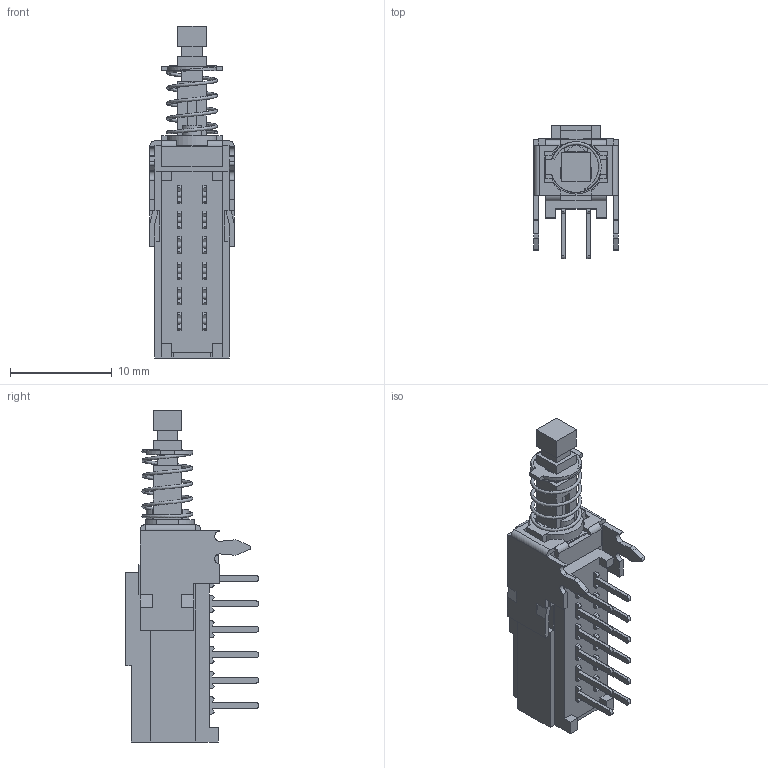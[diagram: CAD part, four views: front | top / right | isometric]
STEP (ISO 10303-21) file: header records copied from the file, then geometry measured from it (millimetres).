
FILE_DESCRIPTION(/* description */ (''),/* implementation_level */ '2;1');
FILE_NAME(/* name */ 'PBH4UxxKZXNAGV.stp',/* time_stamp */ '2025-05-28T10:18:17-05:00',/* author */ ('mroman'),/* organization */ (''),/* preprocessor_version */ 'ST-DEVELOPER v18.1',/* originating_system */ 'Autodesk Inventor 2022',/* authorisation */ '');
FILE_SCHEMA (('AUTOMOTIVE_DESIGN { 1 0 10303 214 3 1 1 }'));
Length unit declared in the file: centimetre
Products named in the file (1): PBH4UxxKZXNAGV
Bounding box: 8.3 x 13.15 x 32.7 mm (x, y, z)
Volume: 831.6 mm3; surface area: 1914.5 mm2
Topology: 1 solids, 1 shells, 487 faces, 1405 edges, 914 vertices
Faces by surface type: plane 411, cylinder 74, bspline 2
Entity records: 17268 total; most frequent: CARTESIAN_POINT 4338, ORIENTED_EDGE 2808, DIRECTION 2501, EDGE_CURVE 1404, LINE 1239, VECTOR 1239, VERTEX_POINT 914, AXIS2_PLACEMENT_3D 631
